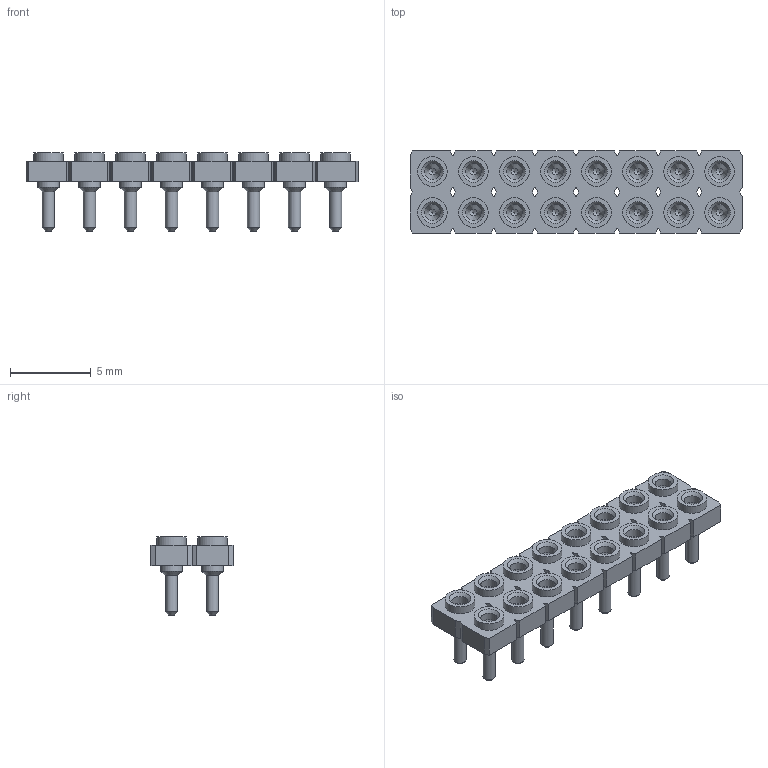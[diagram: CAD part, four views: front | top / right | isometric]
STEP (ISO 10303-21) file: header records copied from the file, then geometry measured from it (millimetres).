
FILE_DESCRIPTION(('STEP AP214'), '1');
FILE_NAME('SL-105-TT-12', '2017-07-15T12:48:35', ('Nobody'), (''), 'ASCON STEP Converter 1.3', 'ASCON Math Kernel', '');
FILE_SCHEMA(('AUTOMOTIVE_DESIGN { 1 0 10303 214 3 1 1}'));
Length unit declared in the file: millimetre
Assembly tree (16 placements, depth 2):
  (unnamed)
    (unnamed)  x16
Bounding box: 20.55 x 5.08 x 4.83 mm (x, y, z)
Volume: 154.5 mm3; surface area: 821.6 mm2
Topology: 17 solids, 17 shells, 450 faces, 912 edges, 560 vertices
Faces by surface type: plane 182, cylinder 156, cone 112
Full cylindrical faces by diameter (mm): 0.55 x16, 0.76 x16, 1 x32, 1.32 x48, 1.83 x16
Entity records: 6415 total; most frequent: CARTESIAN_POINT 829, DIRECTION 828, ORIENTED_EDGE 774, EDGE_CURVE 387, LINE 280, VECTOR 280, VERTEX_POINT 275, AXIS2_PLACEMENT_3D 274
